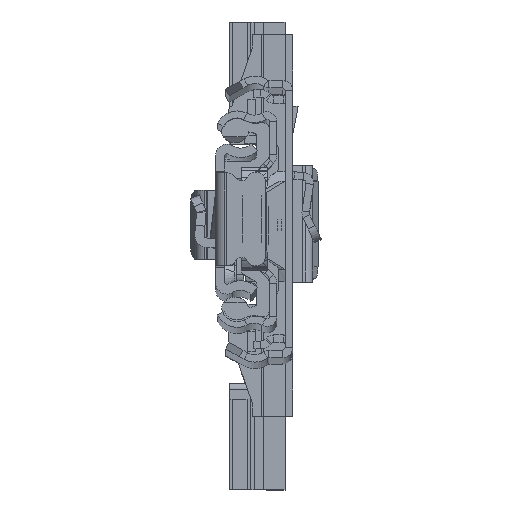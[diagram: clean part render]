
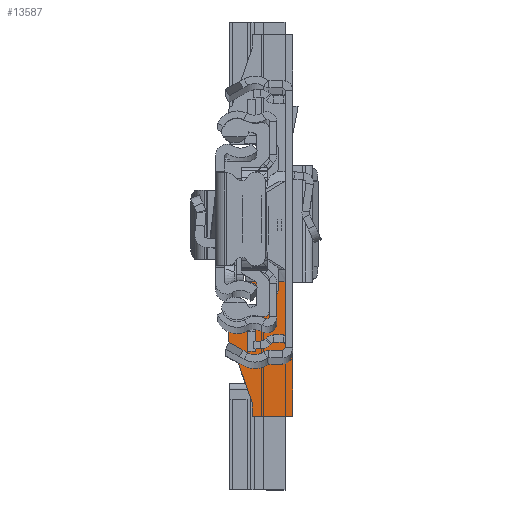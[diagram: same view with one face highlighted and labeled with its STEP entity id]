
A CAD part, top view. The second image highlights one B-rep face of the part: STEP entity #13587.
In plain terms, the highlighted face is planar.
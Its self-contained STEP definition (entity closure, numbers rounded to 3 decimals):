
#85 = LINE ( 'NONE', #31711, #12745 ) ;
#355 = LINE ( 'NONE', #23406, #11649 ) ;
#420 = VERTEX_POINT ( 'NONE', #29529 ) ;
#470 = DIRECTION ( 'NONE',  ( -0.945, 0.328, 0. ) ) ;
#743 = DIRECTION ( 'NONE',  ( 1., 0., 0. ) ) ;
#1797 = CARTESIAN_POINT ( 'NONE',  ( 30.5, 5.2, -67. ) ) ;
#1863 = EDGE_CURVE ( 'NONE', #3768, #22107, #11810, .T. ) ;
#2111 = CARTESIAN_POINT ( 'NONE',  ( 12.586, 3.2, -67. ) ) ;
#2521 = AXIS2_PLACEMENT_3D ( 'NONE', #12617, #23969, #35323 ) ;
#2679 = VECTOR ( 'NONE', #24488, 1000. ) ;
#3392 = DIRECTION ( 'NONE',  ( 0., -1., 0. ) ) ;
#3717 = DIRECTION ( 'NONE',  ( -1., 0., 0. ) ) ;
#3768 = VERTEX_POINT ( 'NONE', #27099 ) ;
#4084 = ORIENTED_EDGE ( 'NONE', *, *, #18570, .F. ) ;
#4222 = CARTESIAN_POINT ( 'NONE',  ( 10.318, 3.419, -67. ) ) ;
#4885 = EDGE_CURVE ( 'NONE', #8742, #15721, #29021, .T. ) ;
#5024 = ORIENTED_EDGE ( 'NONE', *, *, #27487, .F. ) ;
#5174 = ORIENTED_EDGE ( 'NONE', *, *, #4885, .F. ) ;
#5425 = CIRCLE ( 'NONE', #14328, 5.707 ) ;
#5951 = ORIENTED_EDGE ( 'NONE', *, *, #7810, .T. ) ;
#6237 = DIRECTION ( 'NONE',  ( 0., -1., 0. ) ) ;
#6378 = AXIS2_PLACEMENT_3D ( 'NONE', #34962, #32188, #24728 ) ;
#6404 = AXIS2_PLACEMENT_3D ( 'NONE', #25820, #11663, #33475 ) ;
#6718 = ORIENTED_EDGE ( 'NONE', *, *, #10107, .T. ) ;
#6730 = B_SPLINE_CURVE_WITH_KNOTS ( 'NONE', 3,
 ( #17542, #12117, #11940, #34651, #9171, #31866 ),
 .UNSPECIFIED., .F., .F.,
 ( 4, 2, 4 ),
 ( 0., 0., 0.001 ),
 .UNSPECIFIED. ) ;
#6784 = LINE ( 'NONE', #24061, #15630 ) ;
#7810 = EDGE_CURVE ( 'NONE', #420, #16600, #21831, .T. ) ;
#7905 = LINE ( 'NONE', #10494, #31224 ) ;
#8580 = CARTESIAN_POINT ( 'NONE',  ( 13.5, 9., -67. ) ) ;
#8742 = VERTEX_POINT ( 'NONE', #33999 ) ;
#8775 = ORIENTED_EDGE ( 'NONE', *, *, #20866, .F. ) ;
#9171 = CARTESIAN_POINT ( 'NONE',  ( 10.701, 3.2, -67. ) ) ;
#9307 = CARTESIAN_POINT ( 'NONE',  ( 13., 4.318, -67. ) ) ;
#9342 = LINE ( 'NONE', #11746, #17865 ) ;
#10056 = LINE ( 'NONE', #27535, #20807 ) ;
#10107 = EDGE_CURVE ( 'NONE', #10515, #15721, #85, .T. ) ;
#10269 = ORIENTED_EDGE ( 'NONE', *, *, #32912, .F. ) ;
#10494 = CARTESIAN_POINT ( 'NONE',  ( -28.5, 0., -67. ) ) ;
#10515 = VERTEX_POINT ( 'NONE', #23274 ) ;
#11649 = VECTOR ( 'NONE', #31986, 1000. ) ;
#11663 = DIRECTION ( 'NONE',  ( 0., 0., 1. ) ) ;
#11746 = CARTESIAN_POINT ( 'NONE',  ( 13., 9., -67. ) ) ;
#11810 = LINE ( 'NONE', #23344, #24985 ) ;
#11940 = CARTESIAN_POINT ( 'NONE',  ( 10.451, 3.299, -67. ) ) ;
#12117 = CARTESIAN_POINT ( 'NONE',  ( 10.38, 3.353, -67. ) ) ;
#12457 = ORIENTED_EDGE ( 'NONE', *, *, #1863, .F. ) ;
#12617 = CARTESIAN_POINT ( 'NONE',  ( 18.5, 8.5, -67. ) ) ;
#12745 = VECTOR ( 'NONE', #6237, 1000. ) ;
#13028 = DIRECTION ( 'NONE',  ( -1., 0., 0. ) ) ;
#13303 = EDGE_CURVE ( 'NONE', #34886, #19762, #36089, .T. ) ;
#13587 = ADVANCED_FACE ( 'NONE', ( #20038 ), #28614, .F. ) ;
#14328 = AXIS2_PLACEMENT_3D ( 'NONE', #17857, #29207, #3717 ) ;
#14809 = CARTESIAN_POINT ( 'NONE',  ( 12., 3.2, -67. ) ) ;
#15090 = CARTESIAN_POINT ( 'NONE',  ( 30.5, -1.2, -67. ) ) ;
#15585 = EDGE_CURVE ( 'NONE', #28950, #16600, #21897, .T. ) ;
#15630 = VECTOR ( 'NONE', #35418, 1000. ) ;
#15721 = VERTEX_POINT ( 'NONE', #15090 ) ;
#15829 = VERTEX_POINT ( 'NONE', #35550 ) ;
#16159 = CIRCLE ( 'NONE', #2521, 0.5 ) ;
#16454 = VECTOR ( 'NONE', #743, 1000. ) ;
#16600 = VERTEX_POINT ( 'NONE', #14809 ) ;
#16646 = CARTESIAN_POINT ( 'NONE',  ( 9.012, 5.732, -67. ) ) ;
#17542 = CARTESIAN_POINT ( 'NONE',  ( 10.318, 3.419, -67. ) ) ;
#17857 = CARTESIAN_POINT ( 'NONE',  ( 14.498, 7.304, -67. ) ) ;
#17865 = VECTOR ( 'NONE', #3392, 1000. ) ;
#18460 = CARTESIAN_POINT ( 'NONE',  ( 19., 8.5, -67. ) ) ;
#18570 = EDGE_CURVE ( 'NONE', #15829, #34886, #10056, .T. ) ;
#19762 = VERTEX_POINT ( 'NONE', #22531 ) ;
#19990 = EDGE_CURVE ( 'NONE', #22107, #15829, #16159, .T. ) ;
#20038 = FACE_OUTER_BOUND ( 'NONE', #22396, .T. ) ;
#20378 = ORIENTED_EDGE ( 'NONE', *, *, #36296, .T. ) ;
#20807 = VECTOR ( 'NONE', #13028, 1000. ) ;
#20822 = ORIENTED_EDGE ( 'NONE', *, *, #19990, .F. ) ;
#20866 = EDGE_CURVE ( 'NONE', #24979, #8742, #6784, .T. ) ;
#21761 = VECTOR ( 'NONE', #24273, 1000. ) ;
#21831 = LINE ( 'NONE', #32850, #21761 ) ;
#21897 =( BOUNDED_CURVE ( )  B_SPLINE_CURVE ( 3, ( #27769, #36511, #2111, #35966 ),
 .UNSPECIFIED., .F., .F. ) 
 B_SPLINE_CURVE_WITH_KNOTS ( ( 4, 4 ),
 ( 4.712, 6.283 ),
 .UNSPECIFIED. ) 
 CURVE ( )  GEOMETRIC_REPRESENTATION_ITEM ( )  RATIONAL_B_SPLINE_CURVE ( ( 1., 0.805, 0.805, 1. ) ) 
 REPRESENTATION_ITEM ( '' )  );
#22107 = VERTEX_POINT ( 'NONE', #18460 ) ;
#22396 = EDGE_LOOP ( 'NONE', ( #23988, #20378, #32568, #25130, #5951, #29411, #5024, #26461, #4084, #20822, #12457, #10269, #6718, #5174, #8775 ) ) ;
#22531 = CARTESIAN_POINT ( 'NONE',  ( 13., 8.5, -67. ) ) ;
#23247 = CARTESIAN_POINT ( 'NONE',  ( 9.012, 0., -67. ) ) ;
#23274 = CARTESIAN_POINT ( 'NONE',  ( 30.5, 5.2, -67. ) ) ;
#23344 = CARTESIAN_POINT ( 'NONE',  ( 28.5, 5.2, -67. ) ) ;
#23406 = CARTESIAN_POINT ( 'NONE',  ( 9.012, -17.65, -67. ) ) ;
#23969 = DIRECTION ( 'NONE',  ( 0., 0., 1. ) ) ;
#23988 = ORIENTED_EDGE ( 'NONE', *, *, #35398, .F. ) ;
#24061 = CARTESIAN_POINT ( 'NONE',  ( 19., 9., -67. ) ) ;
#24273 = DIRECTION ( 'NONE',  ( 1., 0., 0. ) ) ;
#24488 = DIRECTION ( 'NONE',  ( -1., 0., 0. ) ) ;
#24728 = DIRECTION ( 'NONE',  ( 1., 0., 0. ) ) ;
#24979 = VERTEX_POINT ( 'NONE', #33544 ) ;
#24985 = VECTOR ( 'NONE', #470, 1000. ) ;
#25130 = ORIENTED_EDGE ( 'NONE', *, *, #34666, .T. ) ;
#25611 = VERTEX_POINT ( 'NONE', #4222 ) ;
#25820 = CARTESIAN_POINT ( 'NONE',  ( -28.5, 9., -67. ) ) ;
#26234 = CARTESIAN_POINT ( 'NONE',  ( 0., -1.2, -67. ) ) ;
#26461 = ORIENTED_EDGE ( 'NONE', *, *, #13303, .F. ) ;
#27099 = CARTESIAN_POINT ( 'NONE',  ( 28.5, 5.2, -67. ) ) ;
#27274 = LINE ( 'NONE', #1797, #2679 ) ;
#27487 = EDGE_CURVE ( 'NONE', #19762, #28950, #9342, .T. ) ;
#27535 = CARTESIAN_POINT ( 'NONE',  ( -28.5, 9., -67. ) ) ;
#27769 = CARTESIAN_POINT ( 'NONE',  ( 13., 4.318, -67. ) ) ;
#28614 = PLANE ( 'NONE',  #6404 ) ;
#28950 = VERTEX_POINT ( 'NONE', #9307 ) ;
#29021 = LINE ( 'NONE', #26234, #16454 ) ;
#29154 = EDGE_CURVE ( 'NONE', #25611, #31956, #5425, .T. ) ;
#29207 = DIRECTION ( 'NONE',  ( 0., 0., -1. ) ) ;
#29411 = ORIENTED_EDGE ( 'NONE', *, *, #15585, .F. ) ;
#29529 = CARTESIAN_POINT ( 'NONE',  ( 10.792, 3.2, -67. ) ) ;
#29911 = VERTEX_POINT ( 'NONE', #23247 ) ;
#30219 = DIRECTION ( 'NONE',  ( 1., 0., 0. ) ) ;
#31224 = VECTOR ( 'NONE', #30219, 1000. ) ;
#31711 = CARTESIAN_POINT ( 'NONE',  ( 30.5, 0., -67. ) ) ;
#31866 = CARTESIAN_POINT ( 'NONE',  ( 10.792, 3.2, -67. ) ) ;
#31956 = VERTEX_POINT ( 'NONE', #16646 ) ;
#31986 = DIRECTION ( 'NONE',  ( 0., 1., 0. ) ) ;
#32188 = DIRECTION ( 'NONE',  ( 0., 0., 1. ) ) ;
#32568 = ORIENTED_EDGE ( 'NONE', *, *, #29154, .F. ) ;
#32850 = CARTESIAN_POINT ( 'NONE',  ( 13., 3.2, -67. ) ) ;
#32912 = EDGE_CURVE ( 'NONE', #10515, #3768, #27274, .T. ) ;
#33475 = DIRECTION ( 'NONE',  ( 1., 0., 0. ) ) ;
#33544 = CARTESIAN_POINT ( 'NONE',  ( 19., 0., -67. ) ) ;
#33999 = CARTESIAN_POINT ( 'NONE',  ( 19., -1.2, -67. ) ) ;
#34651 = CARTESIAN_POINT ( 'NONE',  ( 10.614, 3.222, -67. ) ) ;
#34666 = EDGE_CURVE ( 'NONE', #25611, #420, #6730, .T. ) ;
#34886 = VERTEX_POINT ( 'NONE', #8580 ) ;
#34962 = CARTESIAN_POINT ( 'NONE',  ( 13.5, 8.5, -67. ) ) ;
#35323 = DIRECTION ( 'NONE',  ( 1., 0., 0. ) ) ;
#35398 = EDGE_CURVE ( 'NONE', #29911, #24979, #7905, .T. ) ;
#35418 = DIRECTION ( 'NONE',  ( 0., -1., 0. ) ) ;
#35550 = CARTESIAN_POINT ( 'NONE',  ( 18.5, 9., -67. ) ) ;
#35966 = CARTESIAN_POINT ( 'NONE',  ( 12., 3.2, -67. ) ) ;
#36089 = CIRCLE ( 'NONE', #6378, 0.5 ) ;
#36296 = EDGE_CURVE ( 'NONE', #29911, #31956, #355, .T. ) ;
#36511 = CARTESIAN_POINT ( 'NONE',  ( 13., 3.663, -67. ) ) ;
